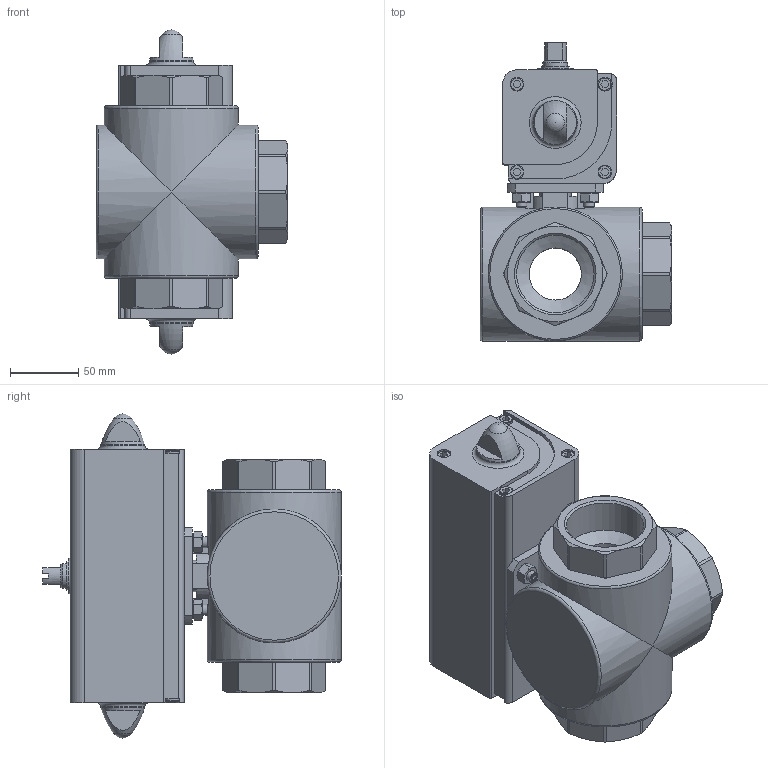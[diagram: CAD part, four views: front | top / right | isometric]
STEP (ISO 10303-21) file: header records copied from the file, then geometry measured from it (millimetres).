
FILE_DESCRIPTION(/* description */ ('STEP AP214'),/* implementation_level */ '2;1');
FILE_NAME(/* name */ '1914792_VZBA-2-GGG-63-32L-F0507-V4V4T-PP106-R-90-C',/* time_stamp */ '2024-09-18T00:24:56+02:00',/* author */ ('License CC BY-ND 4.0'),/* organization */ ('CADENAS'),/* preprocessor_version */ 'ST-DEVELOPER v19.3',/* originating_system */ 'PARTsolutions',/* authorisation */ ' ');
FILE_SCHEMA (('AUTOMOTIVE_DESIGN {1 0 10303 214 3 1 1}'));
Length unit declared in the file: millimetre
Products named in the file (8): 1914792 VZBA-2"-GGG-63-32L-F0507-V4V4T-PP106-R-90-C; 1692219 VZBA-2"-GGG-63-32L-F0507-V4V4T; 8082123 DARQ-R-A-S17-S14-17; 533420 DAPS-0106-090-R-F0507---(1); 533420 DAPS-0106-090-R-F0507---(2); 690068 S 8 A2; DIN 934 - M8(F); DIN-913 - M8x30
Assembly tree (16 placements, depth 2):
  1914792 VZBA-2"-GGG-63-32L-F0507-V4V4T-PP106-R-90-C
    1692219 VZBA-2"-GGG-63-32L-F0507-V4V4T
    8082123 DARQ-R-A-S17-S14-17
    533420 DAPS-0106-090-R-F0507---(1)
    533420 DAPS-0106-090-R-F0507---(2)
    690068 S 8 A2  x4
    DIN 934 - M8(F)  x4
    DIN-913 - M8x30  x4
Bounding box: 140.3 x 218.3 x 237.1 mm (x, y, z)
Volume: 2406419.2 mm3; surface area: 230307.8 mm2
Topology: 16 solids, 16 shells, 604 faces, 1493 edges, 938 vertices
Faces by surface type: plane 308, cylinder 146, cone 130, torus 18, sphere 2
Full cylindrical faces by diameter (mm): 4.134 x8, 4.917 x5, 6.5 x4, 6.647 x8, 8 x4, 8.4 x4, 8.5 x4, 8.566 x2, 10 x8, 13 x4, 18 x1, 20.5 x1, 23 x1, 26 x2, 34 x2, 37 x1, 38.1 x2, 56.656 x3, 98 x4
Entity records: 14569 total; most frequent: CARTESIAN_POINT 2758, DIRECTION 2426, ORIENTED_EDGE 2208, EDGE_CURVE 1104, AXIS2_PLACEMENT_3D 900, VERTEX_POINT 790, FACE_BOUND 706, EDGE_LOOP 687
